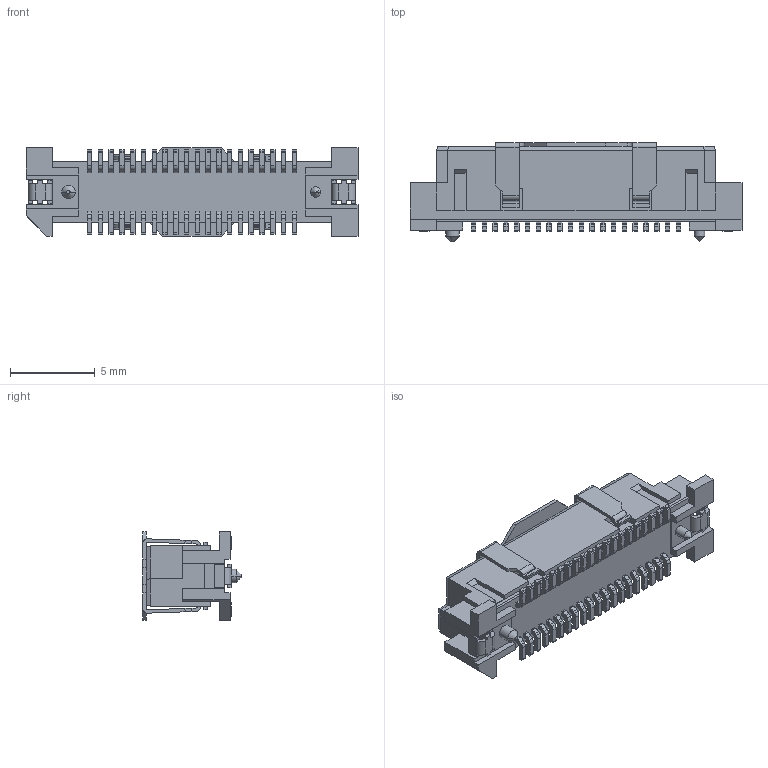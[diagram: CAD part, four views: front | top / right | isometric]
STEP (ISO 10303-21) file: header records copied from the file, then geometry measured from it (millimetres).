
FILE_DESCRIPTION((''),'2;1');
FILE_NAME('550910474','2020-07-10T',('gga'),(''),'PRO/ENGINEER BY PARAMETRIC TECHNOLOGY CORPORATION, 2016010','PRO/ENGINEER BY PARAMETRIC TECHNOLOGY CORPORATION, 2016010','');
FILE_SCHEMA(('CONFIG_CONTROL_DESIGN'));
Length unit declared in the file: millimetre
Products named in the file (1): 550910474
Bounding box: 19.57 x 5.8 x 5.2 mm (x, y, z)
Volume: 187.6 mm3; surface area: 699 mm2
Topology: 1 solids, 1 shells, 1068 faces, 3225 edges, 2191 vertices
Faces by surface type: plane 864, cylinder 200, cone 4
Entity records: 35568 total; most frequent: CARTESIAN_POINT 6307, ORIENTED_EDGE 6098, DIRECTION 5787, EDGE_CURVE 3049, VECTOR 2797, LINE 2797, VERTEX_POINT 2015, AXIS2_PLACEMENT_3D 1495
